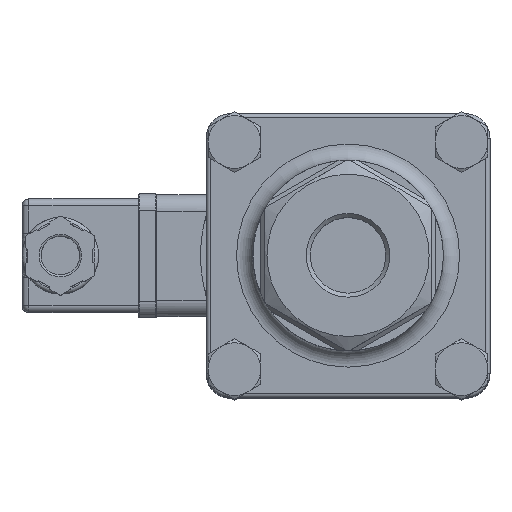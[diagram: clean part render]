
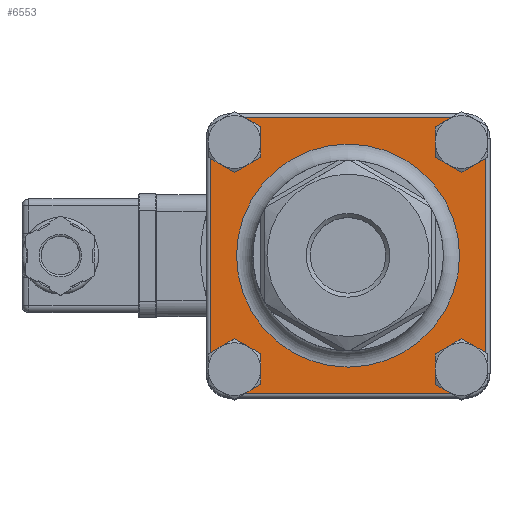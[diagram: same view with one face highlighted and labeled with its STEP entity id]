
A CAD part, top view. The second image highlights one B-rep face of the part: STEP entity #6553.
In plain terms, the highlighted planar face has unit normal (0, 0, 1).
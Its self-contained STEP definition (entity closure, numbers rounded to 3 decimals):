
#400=FACE_BOUND('',#1169,.T.);
#401=FACE_BOUND('',#1170,.T.);
#402=FACE_BOUND('',#1171,.T.);
#403=FACE_BOUND('',#1172,.T.);
#404=FACE_BOUND('',#1173,.T.);
#766=FACE_OUTER_BOUND('',#1168,.T.);
#1168=EDGE_LOOP('',(#5584,#5585,#5586,#5587,#5588,#5589,#5590,#5591));
#1169=EDGE_LOOP('',(#5592));
#1170=EDGE_LOOP('',(#5593));
#1171=EDGE_LOOP('',(#5594));
#1172=EDGE_LOOP('',(#5595));
#1173=EDGE_LOOP('',(#5596));
#1591=LINE('',#12410,#2011);
#1593=LINE('',#12427,#2013);
#1594=LINE('',#12431,#2014);
#1596=LINE('',#12446,#2016);
#2011=VECTOR('',#8999,10.);
#2013=VECTOR('',#9023,10.);
#2014=VECTOR('',#9028,10.);
#2016=VECTOR('',#9048,10.);
#2093=CIRCLE('',#6723,5.8);
#2108=CIRCLE('',#6765,5.8);
#2123=CIRCLE('',#6807,5.8);
#2253=CIRCLE('',#7087,5.8);
#2313=CIRCLE('',#7241,5.);
#2317=CIRCLE('',#7246,5.);
#2321=CIRCLE('',#7253,5.);
#2325=CIRCLE('',#7258,5.);
#2326=CIRCLE('',#7264,27.5);
#2486=VERTEX_POINT('',#9562);
#2525=VERTEX_POINT('',#9738);
#2564=VERTEX_POINT('',#9914);
#2804=VERTEX_POINT('',#11003);
#2888=VERTEX_POINT('',#12407);
#2889=VERTEX_POINT('',#12409);
#2891=VERTEX_POINT('',#12415);
#2892=VERTEX_POINT('',#12420);
#2893=VERTEX_POINT('',#12425);
#2894=VERTEX_POINT('',#12429);
#2896=VERTEX_POINT('',#12434);
#2897=VERTEX_POINT('',#12439);
#2899=VERTEX_POINT('',#12454);
#3096=EDGE_CURVE('',#2486,#2486,#2093,.T.);
#3158=EDGE_CURVE('',#2525,#2525,#2108,.T.);
#3220=EDGE_CURVE('',#2564,#2564,#2123,.T.);
#3601=EDGE_CURVE('',#2804,#2804,#2253,.T.);
#3782=EDGE_CURVE('',#2888,#2889,#1591,.T.);
#3786=EDGE_CURVE('',#2891,#2888,#2313,.T.);
#3790=EDGE_CURVE('',#2889,#2892,#2317,.T.);
#3792=EDGE_CURVE('',#2893,#2891,#1593,.T.);
#3794=EDGE_CURVE('',#2892,#2894,#1594,.T.);
#3796=EDGE_CURVE('',#2896,#2893,#2321,.T.);
#3800=EDGE_CURVE('',#2894,#2897,#2325,.T.);
#3802=EDGE_CURVE('',#2897,#2896,#1596,.T.);
#3806=EDGE_CURVE('',#2899,#2899,#2326,.T.);
#5584=ORIENTED_EDGE('',*,*,#3782,.F.);
#5585=ORIENTED_EDGE('',*,*,#3786,.F.);
#5586=ORIENTED_EDGE('',*,*,#3792,.F.);
#5587=ORIENTED_EDGE('',*,*,#3796,.F.);
#5588=ORIENTED_EDGE('',*,*,#3802,.F.);
#5589=ORIENTED_EDGE('',*,*,#3800,.F.);
#5590=ORIENTED_EDGE('',*,*,#3794,.F.);
#5591=ORIENTED_EDGE('',*,*,#3790,.F.);
#5592=ORIENTED_EDGE('',*,*,#3096,.T.);
#5593=ORIENTED_EDGE('',*,*,#3158,.T.);
#5594=ORIENTED_EDGE('',*,*,#3220,.T.);
#5595=ORIENTED_EDGE('',*,*,#3601,.T.);
#5596=ORIENTED_EDGE('',*,*,#3806,.F.);
#5820=PLANE('',#7263);
#6553=ADVANCED_FACE('',(#766,#400,#401,#402,#403,#404),#5820,.T.);
#6723=AXIS2_PLACEMENT_3D('',#9563,#7633,#7634);
#6765=AXIS2_PLACEMENT_3D('',#9739,#7740,#7741);
#6807=AXIS2_PLACEMENT_3D('',#9915,#7847,#7848);
#7087=AXIS2_PLACEMENT_3D('',#11004,#8608,#8609);
#7241=AXIS2_PLACEMENT_3D('',#12417,#9007,#9008);
#7246=AXIS2_PLACEMENT_3D('',#12423,#9017,#9018);
#7253=AXIS2_PLACEMENT_3D('',#12436,#9033,#9034);
#7258=AXIS2_PLACEMENT_3D('',#12443,#9043,#9044);
#7263=AXIS2_PLACEMENT_3D('',#12453,#9058,#9059);
#7264=AXIS2_PLACEMENT_3D('',#12455,#9060,#9061);
#7633=DIRECTION('center_axis',(0.,0.,-1.));
#7634=DIRECTION('ref_axis',(0.866,0.5,0.));
#7740=DIRECTION('center_axis',(0.,0.,-1.));
#7741=DIRECTION('ref_axis',(0.866,0.5,0.));
#7847=DIRECTION('center_axis',(0.,0.,-1.));
#7848=DIRECTION('ref_axis',(0.866,0.5,0.));
#8608=DIRECTION('center_axis',(0.,0.,-1.));
#8609=DIRECTION('ref_axis',(0.866,0.5,0.));
#8999=DIRECTION('',(-1.,0.,0.));
#9007=DIRECTION('center_axis',(0.,0.,-1.));
#9008=DIRECTION('ref_axis',(0.707,-0.707,0.));
#9017=DIRECTION('center_axis',(0.,0.,-1.));
#9018=DIRECTION('ref_axis',(-0.707,-0.707,0.));
#9023=DIRECTION('',(0.,-1.,0.));
#9028=DIRECTION('',(0.,1.,0.));
#9033=DIRECTION('center_axis',(0.,0.,-1.));
#9034=DIRECTION('ref_axis',(0.707,0.707,0.));
#9043=DIRECTION('center_axis',(0.,0.,-1.));
#9044=DIRECTION('ref_axis',(-0.707,0.707,0.));
#9048=DIRECTION('',(1.,0.,0.));
#9058=DIRECTION('center_axis',(0.,0.,1.));
#9059=DIRECTION('ref_axis',(1.,0.,0.));
#9060=DIRECTION('center_axis',(0.,0.,1.));
#9061=DIRECTION('ref_axis',(-1.,0.,0.));
#9562=CARTESIAN_POINT('',(22.977,25.1,10.));
#9563=CARTESIAN_POINT('Origin',(28.,28.,10.));
#9738=CARTESIAN_POINT('',(-33.023,25.1,10.));
#9739=CARTESIAN_POINT('Origin',(-28.,28.,10.));
#9914=CARTESIAN_POINT('',(22.977,-30.9,10.));
#9915=CARTESIAN_POINT('Origin',(28.,-28.,10.));
#11003=CARTESIAN_POINT('',(-33.023,-30.9,10.));
#11004=CARTESIAN_POINT('Origin',(-28.,-28.,10.));
#12407=CARTESIAN_POINT('',(29.,-34.,10.));
#12409=CARTESIAN_POINT('',(-29.,-34.,10.));
#12410=CARTESIAN_POINT('',(17.5,-34.,10.));
#12415=CARTESIAN_POINT('',(34.,-29.,10.));
#12417=CARTESIAN_POINT('Origin',(29.,-29.,10.));
#12420=CARTESIAN_POINT('',(-34.,-29.,10.));
#12423=CARTESIAN_POINT('Origin',(-29.,-29.,10.));
#12425=CARTESIAN_POINT('',(34.,29.,10.));
#12427=CARTESIAN_POINT('',(34.,17.5,10.));
#12429=CARTESIAN_POINT('',(-34.,29.,10.));
#12431=CARTESIAN_POINT('',(-34.,-17.5,10.));
#12434=CARTESIAN_POINT('',(29.,34.,10.));
#12436=CARTESIAN_POINT('Origin',(29.,29.,10.));
#12439=CARTESIAN_POINT('',(-29.,34.,10.));
#12443=CARTESIAN_POINT('Origin',(-29.,29.,10.));
#12446=CARTESIAN_POINT('',(-17.5,34.,10.));
#12453=CARTESIAN_POINT('Origin',(0.,0.,
10.));
#12454=CARTESIAN_POINT('',(-27.5,0.,10.));
#12455=CARTESIAN_POINT('Origin',(0.,0.,10.));
